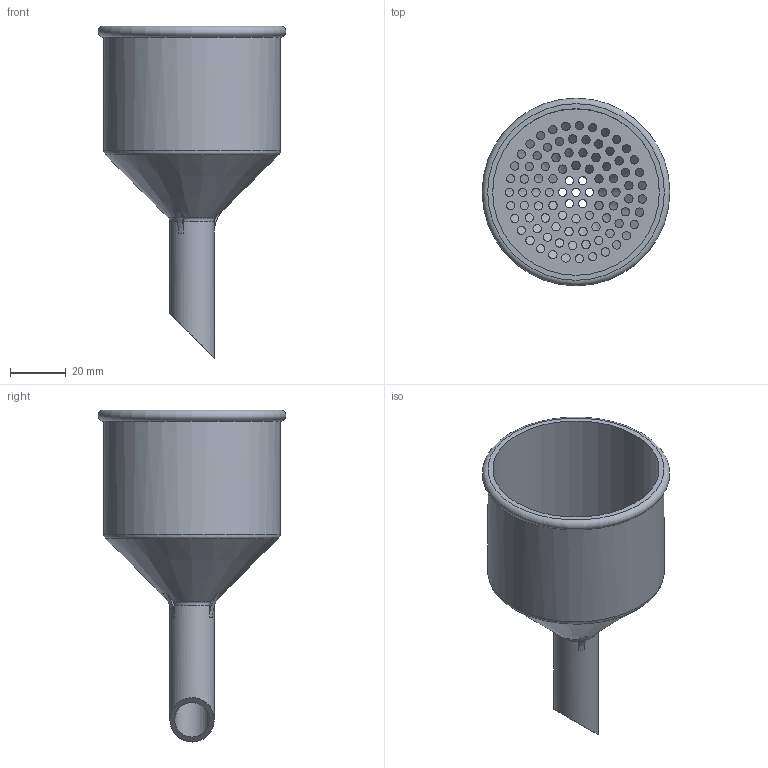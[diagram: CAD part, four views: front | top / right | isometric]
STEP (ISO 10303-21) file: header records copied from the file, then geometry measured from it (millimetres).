
FILE_DESCRIPTION(('FreeCAD Model'),'2;1');
FILE_NAME('flat_bottom_funnel.step','2021-01-05T23:35:32',( 'Felix Morgner'),(''),'Open CASCADE STEP processor 7.4','FreeCAD', 'Unknown');
FILE_SCHEMA(('AUTOMOTIVE_DESIGN { 1 0 10303 214 1 1 1 1 }'));
Length unit declared in the file: millimetre
Products named in the file (2): Flat_Bottom_Funnel; Body
Assembly tree (1 placements, depth 2):
  Flat_Bottom_Funnel
    Body
Bounding box: 67.6 x 67.6 x 119.58 mm (x, y, z)
Volume: 31508.9 mm3; surface area: 35532.8 mm2
Topology: 1 solids, 1 shells, 117 faces, 336 edges, 223 vertices
Faces by surface type: cylinder 97, plane 10, torus 4, bspline 4, cone 2
Full cylindrical faces by diameter (mm): 3 x93, 12.4 x1, 16 x1, 60 x1, 63.6 x1
Entity records: 10151 total; most frequent: CARTESIAN_POINT 3444, DIRECTION 1217, ORIENTED_EDGE 672, PCURVE 672, DEFINITIONAL_REPRESENTATION 672, LINE 560, VECTOR 560, EDGE_CURVE 336
